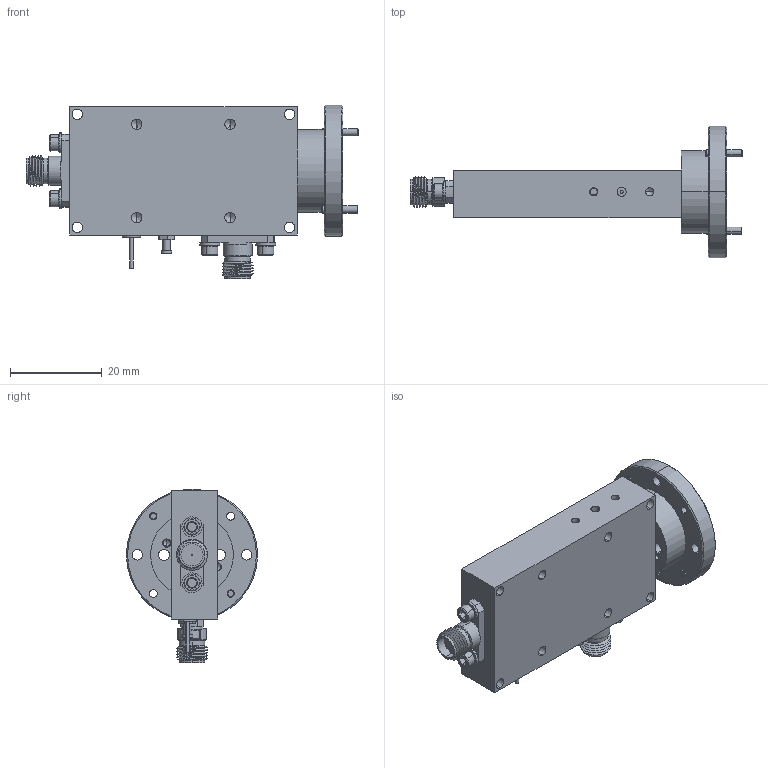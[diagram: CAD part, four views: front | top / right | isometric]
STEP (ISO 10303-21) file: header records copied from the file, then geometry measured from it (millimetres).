
FILE_DESCRIPTION (( 'STEP AP214' ), '1' );
FILE_NAME ('SR-SU-A-2.STEP', '2024-01-15T18:48:22', ( '' ), ( '' ), 'SwSTEP 2.0', 'SolidWorks 2021', '' );
FILE_SCHEMA (( 'AUTOMOTIVE_DESIGN' ));
Length unit declared in the file: inch
Products named in the file (1): SR-SU-A-2
Bounding box: 72.31 x 28.57 x 37.78 mm (x, y, z)
Volume: 17914.5 mm3; surface area: 11542 mm2
Topology: 14 solids, 21 shells, 650 faces, 1529 edges, 936 vertices
Faces by surface type: cylinder 236, plane 236, cone 170, torus 4, bspline 4
Entity records: 28301 total; most frequent: CARTESIAN_POINT 4831, DIRECTION 3265, ORIENTED_EDGE 2978, EDGE_CURVE 1489, AXIS2_PLACEMENT_3D 1288, VERTEX_POINT 936, EDGE_LOOP 759, VECTOR 689
